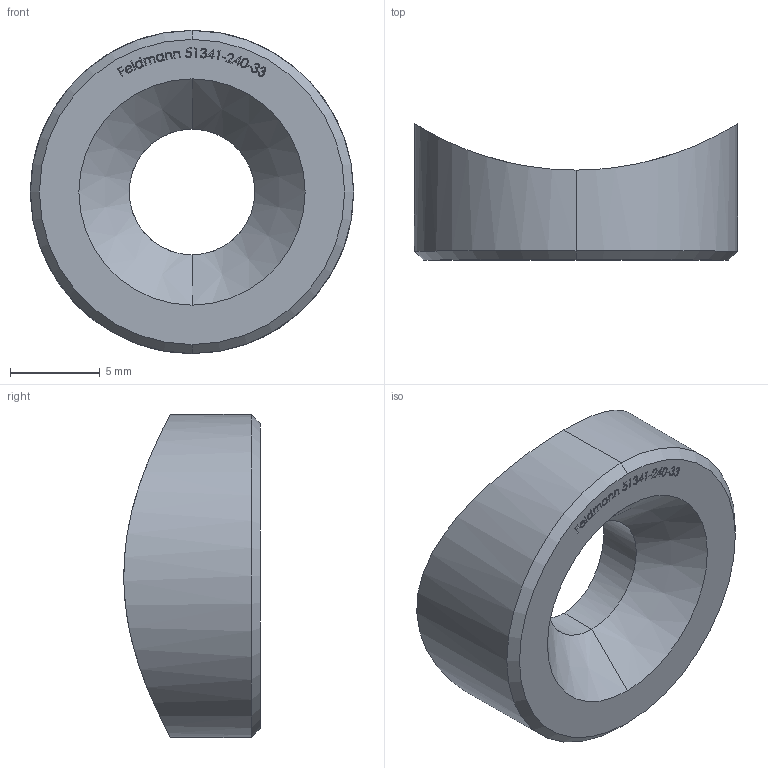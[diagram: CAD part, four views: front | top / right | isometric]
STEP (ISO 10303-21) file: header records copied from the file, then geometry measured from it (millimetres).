
FILE_DESCRIPTION (( 'STEP AP203' ), '1' );
FILE_NAME ('51341-240-33.step', '2021-12-22T12:05:23', ( '' ), ( '' ), 'SwSTEP 2.0', 'SolidWorks 2018', '' );
FILE_SCHEMA (( 'CONFIG_CONTROL_DESIGN' ));
Length unit declared in the file: millimetre
Products named in the file (2): 51341-240-33
Bounding box: 18 x 7.6 x 18 mm (x, y, z)
Volume: 1118.7 mm3; surface area: 889.1 mm2
Topology: 1 solids, 1 shells, 270 faces, 722 edges, 480 vertices
Faces by surface type: plane 148, bspline 113, cylinder 5, cone 4
Entity records: 14521 total; most frequent: CARTESIAN_POINT 8393, ORIENTED_EDGE 1444, DIRECTION 818, EDGE_CURVE 722, VECTOR 484, LINE 484, VERTEX_POINT 480, EDGE_LOOP 298
